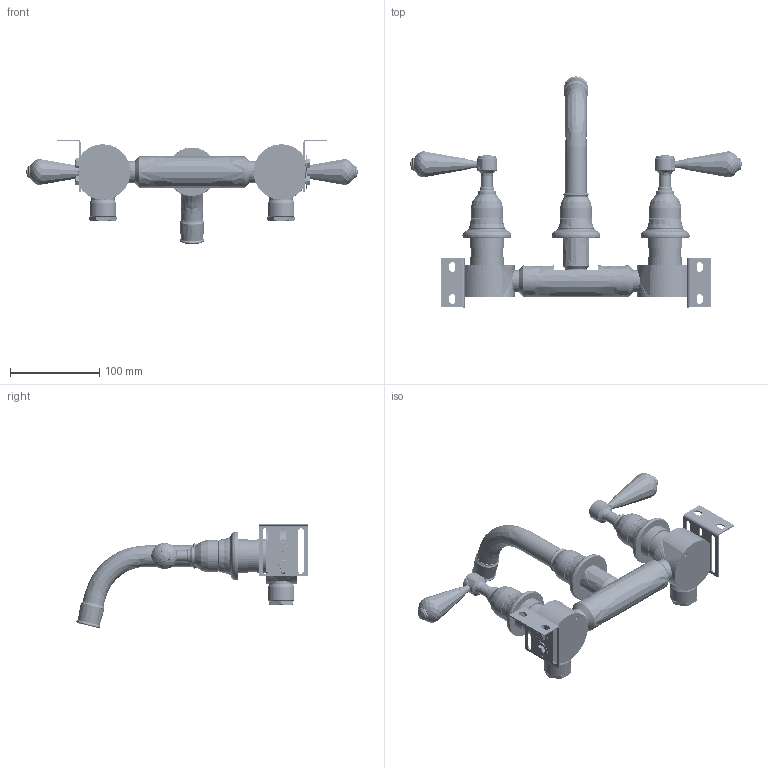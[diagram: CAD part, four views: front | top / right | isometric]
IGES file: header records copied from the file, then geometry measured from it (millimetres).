
Global section: file name: V2K17-SB; native system: Autodesk Inventor 2018; preprocessor: unknown; author: adaniels; date: 20180328.111312; units: millimetre
Bounding box: 372.64 x 259.47 x 116.91 mm (x, y, z)
Volume: 624361 mm3; surface area: 292455.5 mm2
Topology: 82 solids, 83 shells, 5757 faces, 16118 edges, 10534 vertices
Faces by surface type: bspline 5757
